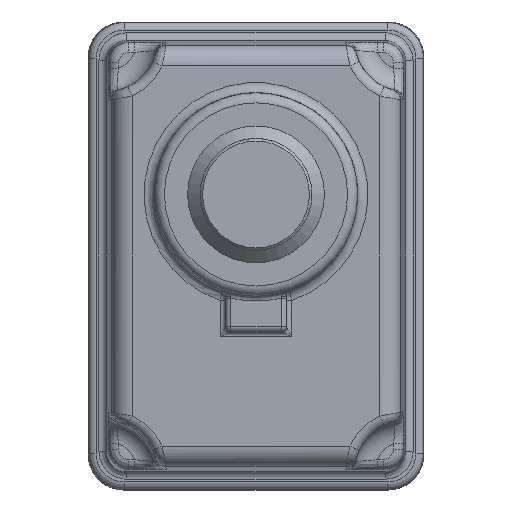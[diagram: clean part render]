
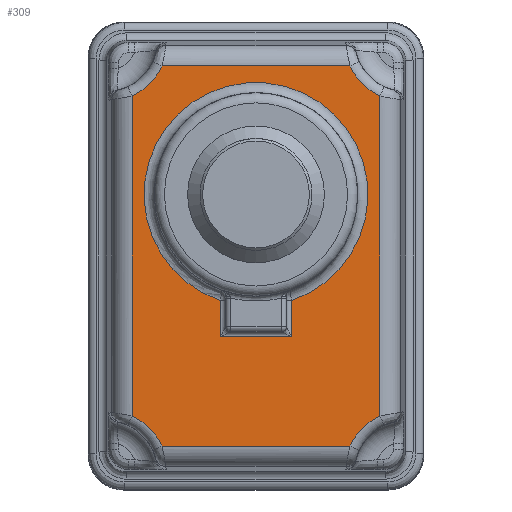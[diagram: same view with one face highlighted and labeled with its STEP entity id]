
A CAD part, left-side view. The second image highlights one B-rep face of the part: STEP entity #309.
In plain terms, the highlighted planar face has unit normal (-1, 0, 0).
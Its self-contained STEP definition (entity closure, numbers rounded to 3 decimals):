
#309=ADVANCED_FACE('',(#844,#845),#846,.T.);
#844=FACE_BOUND('',#1663,.T.);
#845=FACE_OUTER_BOUND('',#1664,.T.);
#846=PLANE('',#1665);
#1663=EDGE_LOOP('',(#9199,#9200,#9201,#9202));
#1664=EDGE_LOOP('',(#9203,#9204,#9205,#9206,#9207,#9208,#9209,#9210));
#1665=AXIS2_PLACEMENT_3D('',#9211,#9212,#9213);
#9199=ORIENTED_EDGE('',*,*,#11087,.T.);
#9200=ORIENTED_EDGE('',*,*,#11088,.T.);
#9201=ORIENTED_EDGE('',*,*,#11089,.T.);
#9202=ORIENTED_EDGE('',*,*,#11090,.T.);
#9203=ORIENTED_EDGE('',*,*,#11091,.T.);
#9204=ORIENTED_EDGE('',*,*,#11092,.T.);
#9205=ORIENTED_EDGE('',*,*,#11093,.T.);
#9206=ORIENTED_EDGE('',*,*,#11094,.T.);
#9207=ORIENTED_EDGE('',*,*,#11095,.T.);
#9208=ORIENTED_EDGE('',*,*,#11096,.T.);
#9209=ORIENTED_EDGE('',*,*,#11097,.T.);
#9210=ORIENTED_EDGE('',*,*,#11098,.T.);
#9211=CARTESIAN_POINT('',(102.3,0.,-12.1));
#9212=DIRECTION('',(-1.0,0.,0.));
#9213=DIRECTION('',(0.,0.,-1.0));
#11087=EDGE_CURVE('',#11877,#11878,#11879,.F.);
#11088=EDGE_CURVE('',#11878,#11880,#11881,.F.);
#11089=EDGE_CURVE('',#11880,#11882,#11883,.F.);
#11090=EDGE_CURVE('',#11882,#11877,#11884,.F.);
#11091=EDGE_CURVE('',#11885,#11886,#11887,.F.);
#11092=EDGE_CURVE('',#11886,#11888,#11889,.F.);
#11093=EDGE_CURVE('',#11888,#11890,#11891,.F.);
#11094=EDGE_CURVE('',#11890,#11892,#11893,.F.);
#11095=EDGE_CURVE('',#11892,#11894,#11895,.F.);
#11096=EDGE_CURVE('',#11894,#11896,#11897,.F.);
#11097=EDGE_CURVE('',#11896,#11898,#11899,.F.);
#11098=EDGE_CURVE('',#11898,#11885,#11900,.F.);
#11877=VERTEX_POINT('',#12973);
#11878=VERTEX_POINT('',#12974);
#11879=LINE('',#12975,#12976);
#11880=VERTEX_POINT('',#12977);
#11881=LINE('',#12978,#12979);
#11882=VERTEX_POINT('',#12980);
#11883=LINE('',#12981,#12982);
#11884=CIRCLE('',#12983,22.0);
#11885=VERTEX_POINT('',#12984);
#11886=VERTEX_POINT('',#12985);
#11887=LINE('',#12986,#12987);
#11888=VERTEX_POINT('',#12988);
#11889=CIRCLE('',#12989,12.0);
#11890=VERTEX_POINT('',#12990);
#11891=LINE('',#12991,#12992);
#11892=VERTEX_POINT('',#12993);
#11893=CIRCLE('',#12994,12.0);
#11894=VERTEX_POINT('',#12995);
#11895=LINE('',#12996,#12997);
#11896=VERTEX_POINT('',#12998);
#11897=CIRCLE('',#12999,12.0);
#11898=VERTEX_POINT('',#13000);
#11899=LINE('',#13001,#13002);
#11900=CIRCLE('',#13003,12.0);
#12973=CARTESIAN_POINT('',(102.3,-7.,-20.857));
#12974=CARTESIAN_POINT('',(102.3,-7.,-28.));
#12975=CARTESIAN_POINT('',(102.3,-7.,-27.));
#12976=VECTOR('',#15332,1.0);
#12977=CARTESIAN_POINT('',(102.3,7.,-28.));
#12978=CARTESIAN_POINT('',(102.3,7.,-28.));
#12979=VECTOR('',#15333,1.0);
#12980=CARTESIAN_POINT('',(102.3,7.,-20.857));
#12981=CARTESIAN_POINT('',(102.3,7.,-21.166));
#12982=VECTOR('',#15334,1.0);
#12983=AXIS2_PLACEMENT_3D('',#15335,#15336,#15337);
#12984=CARTESIAN_POINT('',(102.3,24.352,19.376));
#12985=CARTESIAN_POINT('',(102.3,24.352,-43.576));
#12986=CARTESIAN_POINT('',(102.3,24.352,-12.1));
#12987=VECTOR('',#15338,1.0);
#12988=CARTESIAN_POINT('',(102.3,18.476,-49.452));
#12989=AXIS2_PLACEMENT_3D('',#15339,#15340,#15341);
#12990=CARTESIAN_POINT('',(102.3,-18.476,-49.452));
#12991=CARTESIAN_POINT('',(102.3,0.,-49.452));
#12992=VECTOR('',#15342,1.0);
#12993=CARTESIAN_POINT('',(102.3,-24.352,-43.576));
#12994=AXIS2_PLACEMENT_3D('',#15343,#15344,#15345);
#12995=CARTESIAN_POINT('',(102.3,-24.352,19.376));
#12996=CARTESIAN_POINT('',(102.3,-24.352,-12.1));
#12997=VECTOR('',#15346,1.0);
#12998=CARTESIAN_POINT('',(102.3,-18.476,25.252));
#12999=AXIS2_PLACEMENT_3D('',#15347,#15348,#15349);
#13000=CARTESIAN_POINT('',(102.3,18.476,25.252));
#13001=CARTESIAN_POINT('',(102.3,0.,25.252));
#13002=VECTOR('',#15350,1.0);
#13003=AXIS2_PLACEMENT_3D('',#15351,#15352,#15353);
#15332=DIRECTION('',(0.,0.,1.0));
#15333=DIRECTION('',(0.,-1.0,0.0));
#15334=DIRECTION('',(0.,0.,-1.0));
#15335=CARTESIAN_POINT('',(102.3,0.,0.));
#15336=DIRECTION('',(-1.0,0.,0.));
#15337=DIRECTION('',(0.,0.,-1.0));
#15338=DIRECTION('',(0.,0.,1.0));
#15339=CARTESIAN_POINT('',(102.3,29.374,-54.474));
#15340=DIRECTION('',(-1.0,0.,0.));
#15341=DIRECTION('',(0.,0.,-1.0));
#15342=DIRECTION('',(0.,1.0,0.0));
#15343=CARTESIAN_POINT('',(102.3,-29.374,-54.474));
#15344=DIRECTION('',(-1.0,0.,0.));
#15345=DIRECTION('',(0.,0.,-1.0));
#15346=DIRECTION('',(0.,0.,-1.0));
#15347=CARTESIAN_POINT('',(102.3,-29.374,30.274));
#15348=DIRECTION('',(-1.0,0.,0.));
#15349=DIRECTION('',(0.,0.,-1.0));
#15350=DIRECTION('',(0.,-1.0,0.0));
#15351=CARTESIAN_POINT('',(102.3,29.374,30.274));
#15352=DIRECTION('',(-1.0,0.,0.));
#15353=DIRECTION('',(0.,0.,-1.0));
